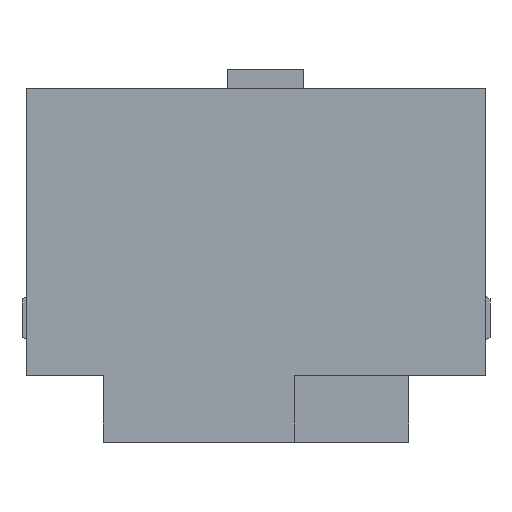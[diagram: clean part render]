
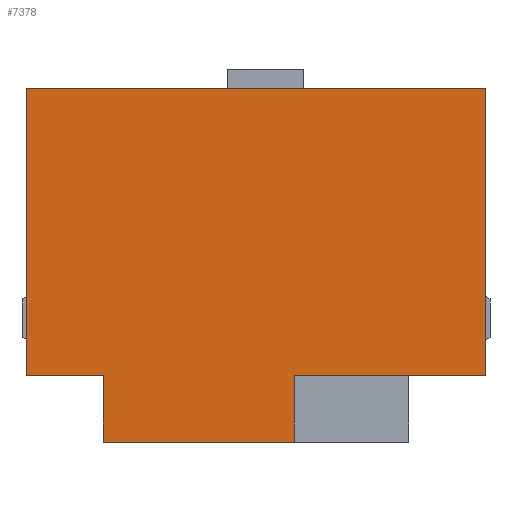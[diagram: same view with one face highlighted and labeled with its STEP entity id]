
A CAD part, left-side view. The second image highlights one B-rep face of the part: STEP entity #7378.
In plain terms, the highlighted planar face has unit normal (-1, 0, 0).
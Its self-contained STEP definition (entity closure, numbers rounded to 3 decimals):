
#58 = FACE_OUTER_BOUND ( 'NONE', #1211, .T. ) ;
#107 = VECTOR ( 'NONE', #133, 1000. ) ;
#133 = DIRECTION ( 'NONE',  ( 0., 0., -1. ) ) ;
#299 = LINE ( 'NONE', #3652, #2380 ) ;
#316 = VERTEX_POINT ( 'NONE', #6682 ) ;
#379 = DIRECTION ( 'NONE',  ( 0., -1., 0. ) ) ;
#388 = CARTESIAN_POINT ( 'NONE',  ( -12.5, -24., 0. ) ) ;
#402 = CARTESIAN_POINT ( 'NONE',  ( -12.5, -24., 0. ) ) ;
#463 = LINE ( 'NONE', #1898, #644 ) ;
#644 = VECTOR ( 'NONE', #2379, 1000. ) ;
#732 = EDGE_CURVE ( 'NONE', #5327, #1689, #2796, .T. ) ;
#823 = ORIENTED_EDGE ( 'NONE', *, *, #6952, .T. ) ;
#848 = DIRECTION ( 'NONE',  ( 0., -1., 0. ) ) ;
#874 = ORIENTED_EDGE ( 'NONE', *, *, #2201, .T. ) ;
#881 = ORIENTED_EDGE ( 'NONE', *, *, #1296, .F. ) ;
#895 = LINE ( 'NONE', #402, #6796 ) ;
#899 = CARTESIAN_POINT ( 'NONE',  ( -12.5, -24., 30. ) ) ;
#1087 = EDGE_CURVE ( 'NONE', #5327, #316, #463, .T. ) ;
#1211 = EDGE_LOOP ( 'NONE', ( #5027, #874, #823, #881, #3952, #2018, #7391, #4216, #3298 ) ) ;
#1234 = CARTESIAN_POINT ( 'NONE',  ( -12.5, -4., 0. ) ) ;
#1240 = DIRECTION ( 'NONE',  ( 0., 0., 1. ) ) ;
#1257 = CARTESIAN_POINT ( 'NONE',  ( -12.5, -16., 0. ) ) ;
#1296 = EDGE_CURVE ( 'NONE', #316, #3506, #4321, .T. ) ;
#1548 = VERTEX_POINT ( 'NONE', #3943 ) ;
#1689 = VERTEX_POINT ( 'NONE', #6319 ) ;
#1898 = CARTESIAN_POINT ( 'NONE',  ( -12.5, -24., 30. ) ) ;
#2018 = ORIENTED_EDGE ( 'NONE', *, *, #732, .T. ) ;
#2066 = CARTESIAN_POINT ( 'NONE',  ( -12.5, -4., 0. ) ) ;
#2201 = EDGE_CURVE ( 'NONE', #4085, #6897, #6173, .T. ) ;
#2299 = VECTOR ( 'NONE', #6064, 1000. ) ;
#2379 = DIRECTION ( 'NONE',  ( 0., -1., 0. ) ) ;
#2380 = VECTOR ( 'NONE', #848, 1000. ) ;
#2533 = EDGE_CURVE ( 'NONE', #1689, #3442, #895, .T. ) ;
#2796 = LINE ( 'NONE', #5829, #107 ) ;
#3298 = ORIENTED_EDGE ( 'NONE', *, *, #3729, .F. ) ;
#3350 = PLANE ( 'NONE',  #4326 ) ;
#3426 = CARTESIAN_POINT ( 'NONE',  ( -12.5, -24., 30. ) ) ;
#3442 = VERTEX_POINT ( 'NONE', #4913 ) ;
#3500 = DIRECTION ( 'NONE',  ( 0., 1., 0. ) ) ;
#3506 = VERTEX_POINT ( 'NONE', #388 ) ;
#3652 = CARTESIAN_POINT ( 'NONE',  ( -12.5, -24., 0. ) ) ;
#3658 = CARTESIAN_POINT ( 'NONE',  ( -12.5, 16., -7. ) ) ;
#3729 = EDGE_CURVE ( 'NONE', #1548, #5700, #7097, .T. ) ;
#3909 = DIRECTION ( 'NONE',  ( 1., 0., 0. ) ) ;
#3925 = VECTOR ( 'NONE', #1240, 1000. ) ;
#3937 = DIRECTION ( 'NONE',  ( 0., 0., -1. ) ) ;
#3943 = CARTESIAN_POINT ( 'NONE',  ( -12.5, -4., -7. ) ) ;
#3952 = ORIENTED_EDGE ( 'NONE', *, *, #1087, .F. ) ;
#4085 = VERTEX_POINT ( 'NONE', #1234 ) ;
#4216 = ORIENTED_EDGE ( 'NONE', *, *, #5529, .F. ) ;
#4308 = DIRECTION ( 'NONE',  ( 0., 0., -1. ) ) ;
#4313 = VECTOR ( 'NONE', #5782, 1000. ) ;
#4321 = LINE ( 'NONE', #899, #7330 ) ;
#4326 = AXIS2_PLACEMENT_3D ( 'NONE', #3426, #3909, #3937 ) ;
#4345 = VECTOR ( 'NONE', #3500, 1000. ) ;
#4913 = CARTESIAN_POINT ( 'NONE',  ( -12.5, 16., 0. ) ) ;
#5027 = ORIENTED_EDGE ( 'NONE', *, *, #6492, .F. ) ;
#5290 = CARTESIAN_POINT ( 'NONE',  ( -12.5, -16., 0. ) ) ;
#5327 = VERTEX_POINT ( 'NONE', #6281 ) ;
#5529 = EDGE_CURVE ( 'NONE', #5700, #3442, #6949, .T. ) ;
#5700 = VERTEX_POINT ( 'NONE', #3658 ) ;
#5782 = DIRECTION ( 'NONE',  ( 0., -1., 0. ) ) ;
#5822 = CARTESIAN_POINT ( 'NONE',  ( -12.5, 16., -7. ) ) ;
#5829 = CARTESIAN_POINT ( 'NONE',  ( -12.5, 24., 30. ) ) ;
#6025 = LINE ( 'NONE', #2066, #2299 ) ;
#6064 = DIRECTION ( 'NONE',  ( 0., 0., -1. ) ) ;
#6173 = LINE ( 'NONE', #1257, #4313 ) ;
#6281 = CARTESIAN_POINT ( 'NONE',  ( -12.5, 24., 30. ) ) ;
#6285 = CARTESIAN_POINT ( 'NONE',  ( -12.5, -16., -7. ) ) ;
#6319 = CARTESIAN_POINT ( 'NONE',  ( -12.5, 24., 0. ) ) ;
#6492 = EDGE_CURVE ( 'NONE', #4085, #1548, #6025, .T. ) ;
#6682 = CARTESIAN_POINT ( 'NONE',  ( -12.5, -24., 30. ) ) ;
#6796 = VECTOR ( 'NONE', #379, 1000. ) ;
#6897 = VERTEX_POINT ( 'NONE', #5290 ) ;
#6949 = LINE ( 'NONE', #5822, #3925 ) ;
#6952 = EDGE_CURVE ( 'NONE', #6897, #3506, #299, .T. ) ;
#7097 = LINE ( 'NONE', #6285, #4345 ) ;
#7330 = VECTOR ( 'NONE', #4308, 1000. ) ;
#7378 = ADVANCED_FACE ( 'NONE', ( #58 ), #3350, .F. ) ;
#7391 = ORIENTED_EDGE ( 'NONE', *, *, #2533, .T. ) ;
